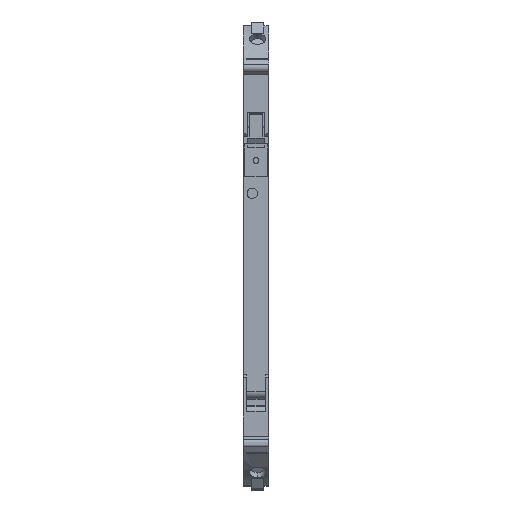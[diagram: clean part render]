
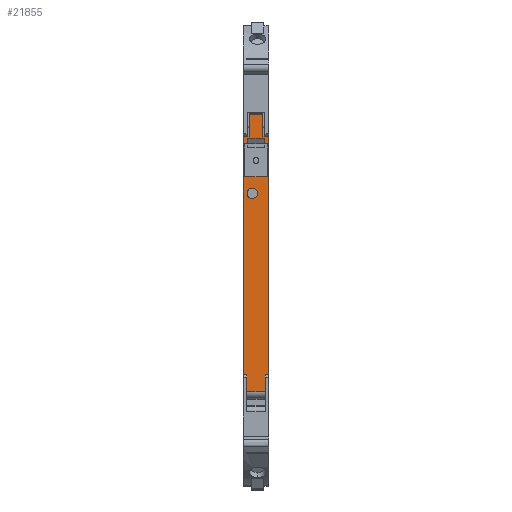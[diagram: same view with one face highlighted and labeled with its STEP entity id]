
A CAD part, top view. The second image highlights one B-rep face of the part: STEP entity #21855.
In plain terms, the highlighted planar face has unit normal (0, 0, 1).
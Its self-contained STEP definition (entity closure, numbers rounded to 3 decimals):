
#18840=AXIS2_PLACEMENT_3D('Plane Axis2P3D',#18837,#18838,#18839) ;
#21773=AXIS2_PLACEMENT_3D('Circle Axis2P3D',#21771,#21772,$) ;
#21782=AXIS2_PLACEMENT_3D('Circle Axis2P3D',#21780,#21781,$) ;
#18837=CARTESIAN_POINT('Axis2P3D Location',(0.075,85.563,112.497)) ;
#21445=CARTESIAN_POINT('Vertex',(6.09,84.963,112.497)) ;
#21450=CARTESIAN_POINT('Line Origine',(6.09,56.263,112.497)) ;
#21454=CARTESIAN_POINT('Vertex',(6.09,27.563,112.497)) ;
#21669=CARTESIAN_POINT('Line Origine',(5.695,27.563,112.497)) ;
#21673=CARTESIAN_POINT('Vertex',(5.3,27.563,112.497)) ;
#21689=CARTESIAN_POINT('Line Origine',(5.405,84.963,112.497)) ;
#21693=CARTESIAN_POINT('Vertex',(4.72,84.963,112.497)) ;
#21696=CARTESIAN_POINT('Line Origine',(4.72,87.614,112.497)) ;
#21700=CARTESIAN_POINT('Vertex',(4.72,90.264,112.497)) ;
#21703=CARTESIAN_POINT('Line Origine',(3.05,90.264,112.497)) ;
#21707=CARTESIAN_POINT('Vertex',(1.38,90.264,112.497)) ;
#21710=CARTESIAN_POINT('Line Origine',(1.38,87.614,112.497)) ;
#21714=CARTESIAN_POINT('Vertex',(1.38,84.963,112.497)) ;
#21717=CARTESIAN_POINT('Line Origine',(0.695,84.963,112.497)) ;
#21721=CARTESIAN_POINT('Vertex',(0.01,84.963,112.497)) ;
#21724=CARTESIAN_POINT('Line Origine',(0.01,56.263,112.497)) ;
#21728=CARTESIAN_POINT('Vertex',(0.01,27.563,112.497)) ;
#21731=CARTESIAN_POINT('Line Origine',(0.405,27.563,112.497)) ;
#21735=CARTESIAN_POINT('Vertex',(0.8,27.563,112.497)) ;
#21738=CARTESIAN_POINT('Line Origine',(0.8,25.563,112.497)) ;
#21742=CARTESIAN_POINT('Vertex',(0.8,23.563,112.497)) ;
#21745=CARTESIAN_POINT('Line Origine',(3.05,23.563,112.497)) ;
#21749=CARTESIAN_POINT('Vertex',(5.3,23.563,112.497)) ;
#21752=CARTESIAN_POINT('Line Origine',(5.3,25.563,112.497)) ;
#21771=CARTESIAN_POINT('Axis2P3D Location',(2.135,71.251,112.497)) ;
#21775=CARTESIAN_POINT('Vertex',(0.885,71.251,112.497)) ;
#21777=CARTESIAN_POINT('Vertex',(3.385,71.251,112.497)) ;
#21780=CARTESIAN_POINT('Axis2P3D Location',(2.135,71.251,112.497)) ;
#21789=CARTESIAN_POINT('Line Origine',(0.692,83.17,112.497)) ;
#21793=CARTESIAN_POINT('Vertex',(0.294,83.17,112.497)) ;
#21795=CARTESIAN_POINT('Vertex',(1.089,83.17,112.497)) ;
#21798=CARTESIAN_POINT('Line Origine',(1.089,83.87,112.497)) ;
#21802=CARTESIAN_POINT('Vertex',(1.089,84.57,112.497)) ;
#21805=CARTESIAN_POINT('Line Origine',(3.05,84.57,112.497)) ;
#21809=CARTESIAN_POINT('Vertex',(5.011,84.57,112.497)) ;
#21812=CARTESIAN_POINT('Line Origine',(5.011,83.87,112.497)) ;
#21816=CARTESIAN_POINT('Vertex',(5.011,83.17,112.497)) ;
#21819=CARTESIAN_POINT('Line Origine',(5.408,83.17,112.497)) ;
#21823=CARTESIAN_POINT('Vertex',(5.806,83.17,112.497)) ;
#21826=CARTESIAN_POINT('Line Origine',(5.806,79.213,112.497)) ;
#21830=CARTESIAN_POINT('Vertex',(5.806,75.257,112.497)) ;
#21833=CARTESIAN_POINT('Line Origine',(3.05,75.257,112.497)) ;
#21837=CARTESIAN_POINT('Vertex',(0.294,75.257,112.497)) ;
#21840=CARTESIAN_POINT('Line Origine',(0.294,79.213,112.497)) ;
#18838=DIRECTION('Axis2P3D Direction',(0.,0.,-1.)) ;
#18839=DIRECTION('Axis2P3D XDirection',(0.,1.,0.)) ;
#21451=DIRECTION('Vector Direction',(0.,1.,0.)) ;
#21670=DIRECTION('Vector Direction',(-1.,0.,0.)) ;
#21690=DIRECTION('Vector Direction',(-1.,0.,0.)) ;
#21697=DIRECTION('Vector Direction',(0.,1.,0.)) ;
#21704=DIRECTION('Vector Direction',(-1.,0.,0.)) ;
#21711=DIRECTION('Vector Direction',(0.,-1.,0.)) ;
#21718=DIRECTION('Vector Direction',(-1.,0.,0.)) ;
#21725=DIRECTION('Vector Direction',(0.,1.,0.)) ;
#21732=DIRECTION('Vector Direction',(-1.,0.,0.)) ;
#21739=DIRECTION('Vector Direction',(0.,1.,0.)) ;
#21746=DIRECTION('Vector Direction',(-1.,0.,0.)) ;
#21753=DIRECTION('Vector Direction',(0.,1.,0.)) ;
#21772=DIRECTION('Axis2P3D Direction',(0.,0.,-1.)) ;
#21781=DIRECTION('Axis2P3D Direction',(0.,0.,-1.)) ;
#21790=DIRECTION('Vector Direction',(1.,0.,0.)) ;
#21799=DIRECTION('Vector Direction',(0.,-1.,0.)) ;
#21806=DIRECTION('Vector Direction',(1.,0.,0.)) ;
#21813=DIRECTION('Vector Direction',(0.,1.,0.)) ;
#21820=DIRECTION('Vector Direction',(1.,0.,0.)) ;
#21827=DIRECTION('Vector Direction',(0.,1.,0.)) ;
#21834=DIRECTION('Vector Direction',(1.,0.,0.)) ;
#21841=DIRECTION('Vector Direction',(0.,-1.,0.)) ;
#21452=VECTOR('Line Direction',#21451,1.) ;
#21671=VECTOR('Line Direction',#21670,1.) ;
#21691=VECTOR('Line Direction',#21690,1.) ;
#21698=VECTOR('Line Direction',#21697,1.) ;
#21705=VECTOR('Line Direction',#21704,1.) ;
#21712=VECTOR('Line Direction',#21711,1.) ;
#21719=VECTOR('Line Direction',#21718,1.) ;
#21726=VECTOR('Line Direction',#21725,1.) ;
#21733=VECTOR('Line Direction',#21732,1.) ;
#21740=VECTOR('Line Direction',#21739,1.) ;
#21747=VECTOR('Line Direction',#21746,1.) ;
#21754=VECTOR('Line Direction',#21753,1.) ;
#21791=VECTOR('Line Direction',#21790,1.) ;
#21800=VECTOR('Line Direction',#21799,1.) ;
#21807=VECTOR('Line Direction',#21806,1.) ;
#21814=VECTOR('Line Direction',#21813,1.) ;
#21821=VECTOR('Line Direction',#21820,1.) ;
#21828=VECTOR('Line Direction',#21827,1.) ;
#21835=VECTOR('Line Direction',#21834,1.) ;
#21842=VECTOR('Line Direction',#21841,1.) ;
#21758=ORIENTED_EDGE('',*,*,#21675,.F.) ;
#21759=ORIENTED_EDGE('',*,*,#21456,.T.) ;
#21760=ORIENTED_EDGE('',*,*,#21695,.F.) ;
#21761=ORIENTED_EDGE('',*,*,#21702,.T.) ;
#21762=ORIENTED_EDGE('',*,*,#21709,.F.) ;
#21763=ORIENTED_EDGE('',*,*,#21716,.T.) ;
#21764=ORIENTED_EDGE('',*,*,#21723,.T.) ;
#21765=ORIENTED_EDGE('',*,*,#21730,.F.) ;
#21766=ORIENTED_EDGE('',*,*,#21737,.F.) ;
#21767=ORIENTED_EDGE('',*,*,#21744,.F.) ;
#21768=ORIENTED_EDGE('',*,*,#21751,.F.) ;
#21769=ORIENTED_EDGE('',*,*,#21756,.T.) ;
#21786=ORIENTED_EDGE('',*,*,#21779,.F.) ;
#21787=ORIENTED_EDGE('',*,*,#21784,.F.) ;
#21846=ORIENTED_EDGE('',*,*,#21797,.T.) ;
#21847=ORIENTED_EDGE('',*,*,#21804,.T.) ;
#21848=ORIENTED_EDGE('',*,*,#21811,.F.) ;
#21849=ORIENTED_EDGE('',*,*,#21818,.T.) ;
#21850=ORIENTED_EDGE('',*,*,#21825,.T.) ;
#21851=ORIENTED_EDGE('',*,*,#21832,.T.) ;
#21852=ORIENTED_EDGE('',*,*,#21839,.F.) ;
#21853=ORIENTED_EDGE('',*,*,#21844,.T.) ;
#21788=FACE_BOUND('',#21785,.T.) ;
#21854=FACE_BOUND('',#21845,.T.) ;
#21855=ADVANCED_FACE('AUFDRUCK_ORANGE',(#21770,#21788,#21854),#18841,.F.) ;
#21774=CIRCLE('generated circle',#21773,1.25) ;
#21783=CIRCLE('generated circle',#21782,1.25) ;
#21456=EDGE_CURVE('',#21455,#21446,#21453,.T.) ;
#21675=EDGE_CURVE('',#21455,#21674,#21672,.T.) ;
#21695=EDGE_CURVE('',#21694,#21446,#21692,.F.) ;
#21702=EDGE_CURVE('',#21694,#21701,#21699,.T.) ;
#21709=EDGE_CURVE('',#21708,#21701,#21706,.F.) ;
#21716=EDGE_CURVE('',#21708,#21715,#21713,.T.) ;
#21723=EDGE_CURVE('',#21715,#21722,#21720,.T.) ;
#21730=EDGE_CURVE('',#21729,#21722,#21727,.T.) ;
#21737=EDGE_CURVE('',#21736,#21729,#21734,.T.) ;
#21744=EDGE_CURVE('',#21743,#21736,#21741,.T.) ;
#21751=EDGE_CURVE('',#21750,#21743,#21748,.T.) ;
#21756=EDGE_CURVE('',#21750,#21674,#21755,.T.) ;
#21779=EDGE_CURVE('',#21776,#21778,#21774,.F.) ;
#21784=EDGE_CURVE('',#21778,#21776,#21783,.F.) ;
#21797=EDGE_CURVE('',#21794,#21796,#21792,.T.) ;
#21804=EDGE_CURVE('',#21796,#21803,#21801,.F.) ;
#21811=EDGE_CURVE('',#21810,#21803,#21808,.F.) ;
#21818=EDGE_CURVE('',#21810,#21817,#21815,.F.) ;
#21825=EDGE_CURVE('',#21817,#21824,#21822,.T.) ;
#21832=EDGE_CURVE('',#21824,#21831,#21829,.F.) ;
#21839=EDGE_CURVE('',#21838,#21831,#21836,.T.) ;
#21844=EDGE_CURVE('',#21838,#21794,#21843,.F.) ;
#21757=EDGE_LOOP('',(#21758,#21759,#21760,#21761,#21762,#21763,#21764,#21765,#21766,#21767,#21768,#21769)) ;
#21785=EDGE_LOOP('',(#21786,#21787)) ;
#21845=EDGE_LOOP('',(#21846,#21847,#21848,#21849,#21850,#21851,#21852,#21853)) ;
#21770=FACE_OUTER_BOUND('',#21757,.T.) ;
#21453=LINE('Line',#21450,#21452) ;
#21672=LINE('Line',#21669,#21671) ;
#21692=LINE('Line',#21689,#21691) ;
#21699=LINE('Line',#21696,#21698) ;
#21706=LINE('Line',#21703,#21705) ;
#21713=LINE('Line',#21710,#21712) ;
#21720=LINE('Line',#21717,#21719) ;
#21727=LINE('Line',#21724,#21726) ;
#21734=LINE('Line',#21731,#21733) ;
#21741=LINE('Line',#21738,#21740) ;
#21748=LINE('Line',#21745,#21747) ;
#21755=LINE('Line',#21752,#21754) ;
#21792=LINE('Line',#21789,#21791) ;
#21801=LINE('Line',#21798,#21800) ;
#21808=LINE('Line',#21805,#21807) ;
#21815=LINE('Line',#21812,#21814) ;
#21822=LINE('Line',#21819,#21821) ;
#21829=LINE('Line',#21826,#21828) ;
#21836=LINE('Line',#21833,#21835) ;
#21843=LINE('Line',#21840,#21842) ;
#18841=PLANE('',#18840) ;
#21446=VERTEX_POINT('',#21445) ;
#21455=VERTEX_POINT('',#21454) ;
#21674=VERTEX_POINT('',#21673) ;
#21694=VERTEX_POINT('',#21693) ;
#21701=VERTEX_POINT('',#21700) ;
#21708=VERTEX_POINT('',#21707) ;
#21715=VERTEX_POINT('',#21714) ;
#21722=VERTEX_POINT('',#21721) ;
#21729=VERTEX_POINT('',#21728) ;
#21736=VERTEX_POINT('',#21735) ;
#21743=VERTEX_POINT('',#21742) ;
#21750=VERTEX_POINT('',#21749) ;
#21776=VERTEX_POINT('',#21775) ;
#21778=VERTEX_POINT('',#21777) ;
#21794=VERTEX_POINT('',#21793) ;
#21796=VERTEX_POINT('',#21795) ;
#21803=VERTEX_POINT('',#21802) ;
#21810=VERTEX_POINT('',#21809) ;
#21817=VERTEX_POINT('',#21816) ;
#21824=VERTEX_POINT('',#21823) ;
#21831=VERTEX_POINT('',#21830) ;
#21838=VERTEX_POINT('',#21837) ;
